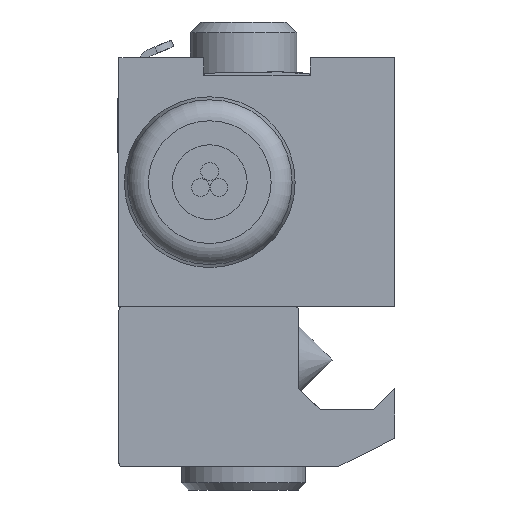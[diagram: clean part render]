
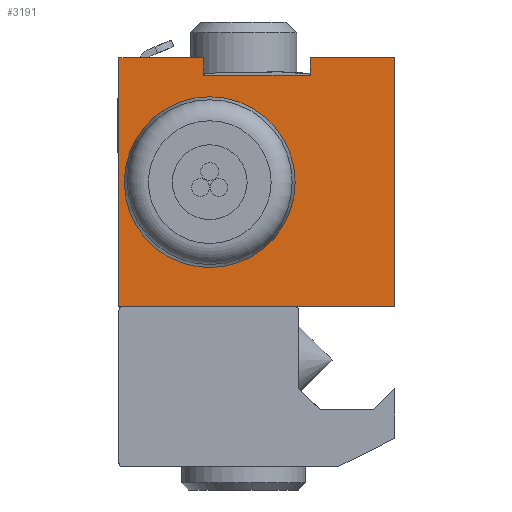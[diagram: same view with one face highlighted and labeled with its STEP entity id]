
A CAD part, left-side view. The second image highlights one B-rep face of the part: STEP entity #3191.
In plain terms, the highlighted planar face has unit normal (-1, 0, 0).
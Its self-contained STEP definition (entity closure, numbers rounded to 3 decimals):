
#130=LINE('',#4606,#363);
#138=LINE('',#4624,#371);
#153=LINE('',#4662,#386);
#155=LINE('',#4666,#388);
#162=LINE('',#4679,#395);
#168=LINE('',#4691,#401);
#173=LINE('',#4700,#406);
#177=LINE('',#4709,#410);
#363=VECTOR('',#3723,1000.);
#371=VECTOR('',#3735,1000.);
#386=VECTOR('',#3762,1000.);
#388=VECTOR('',#3766,1000.);
#395=VECTOR('',#3775,1000.);
#401=VECTOR('',#3785,1000.);
#406=VECTOR('',#3794,1000.);
#410=VECTOR('',#3806,1000.);
#607=PLANE('',#3407);
#768=ORIENTED_EDGE('',*,*,#1549,.F.);
#769=ORIENTED_EDGE('',*,*,#1534,.T.);
#770=ORIENTED_EDGE('',*,*,#1540,.T.);
#771=ORIENTED_EDGE('',*,*,#1545,.T.);
#772=ORIENTED_EDGE('',*,*,#1506,.F.);
#773=ORIENTED_EDGE('',*,*,#1525,.F.);
#774=ORIENTED_EDGE('',*,*,#1550,.F.);
#775=ORIENTED_EDGE('',*,*,#1527,.F.);
#776=ORIENTED_EDGE('',*,*,#1498,.F.);
#1498=EDGE_CURVE('',#1898,#1899,#130,.T.);
#1506=EDGE_CURVE('',#1906,#1907,#138,.T.);
#1525=EDGE_CURVE('',#1923,#1906,#153,.T.);
#1527=EDGE_CURVE('',#1899,#1925,#155,.T.);
#1534=EDGE_CURVE('',#1898,#1929,#162,.T.);
#1540=EDGE_CURVE('',#1929,#1933,#168,.T.);
#1545=EDGE_CURVE('',#1933,#1907,#173,.T.);
#1549=EDGE_CURVE('',#1936,#1936,#2171,.F.);
#1550=EDGE_CURVE('',#1925,#1923,#177,.T.);
#1898=VERTEX_POINT('',#4605);
#1899=VERTEX_POINT('',#4607);
#1906=VERTEX_POINT('',#4623);
#1907=VERTEX_POINT('',#4625);
#1923=VERTEX_POINT('',#4661);
#1925=VERTEX_POINT('',#4667);
#1929=VERTEX_POINT('',#4678);
#1933=VERTEX_POINT('',#4690);
#1936=VERTEX_POINT('',#4708);
#2171=CIRCLE('',#3408,4.8);
#2305=EDGE_LOOP('',(#768));
#2306=EDGE_LOOP('',(#769,#770,#771,#772,#773,#774,#775,#776));
#2535=FACE_BOUND('',#2305,.T.);
#2536=FACE_BOUND('',#2306,.T.);
#3191=ADVANCED_FACE('',(#2535,#2536),#607,.F.);
#3407=AXIS2_PLACEMENT_3D('',#4706,#3802,#3803);
#3408=AXIS2_PLACEMENT_3D('',#4707,#3804,#3805);
#3723=DIRECTION('',(0.,-1.,0.));
#3735=DIRECTION('',(0.,-1.,0.));
#3762=DIRECTION('',(0.,0.,1.));
#3766=DIRECTION('',(0.,0.,-1.));
#3775=DIRECTION('',(0.,0.,-1.));
#3785=DIRECTION('',(0.,1.,0.));
#3794=DIRECTION('',(0.,0.,1.));
#3802=DIRECTION('',(1.,0.,0.));
#3803=DIRECTION('',(0.,0.,-1.));
#3804=DIRECTION('',(1.,0.,0.));
#3805=DIRECTION('',(0.,0.,-1.));
#3806=DIRECTION('',(0.,1.,0.));
#4605=CARTESIAN_POINT('',(-17.,4.75,7.));
#4606=CARTESIAN_POINT('',(-17.,15.5,7.));
#4607=CARTESIAN_POINT('',(-17.,0.,7.));
#4623=CARTESIAN_POINT('',(-17.,15.5,7.));
#4624=CARTESIAN_POINT('',(-17.,15.5,7.));
#4625=CARTESIAN_POINT('',(-17.,10.75,7.));
#4661=CARTESIAN_POINT('',(-17.,15.5,-7.));
#4662=CARTESIAN_POINT('',(-17.,15.5,-7.));
#4666=CARTESIAN_POINT('',(-17.,0.,7.));
#4667=CARTESIAN_POINT('',(-17.,0.,-7.));
#4678=CARTESIAN_POINT('',(-17.,4.75,6.));
#4679=CARTESIAN_POINT('',(-17.,4.75,7.));
#4690=CARTESIAN_POINT('',(-17.,10.75,6.));
#4691=CARTESIAN_POINT('',(-17.,4.75,6.));
#4700=CARTESIAN_POINT('',(-17.,10.75,6.));
#4706=CARTESIAN_POINT('',(-17.,0.,0.));
#4707=CARTESIAN_POINT('',(-17.,10.4,0.));
#4708=CARTESIAN_POINT('',(-17.,10.4,-4.8));
#4709=CARTESIAN_POINT('',(-17.,0.,-7.));
